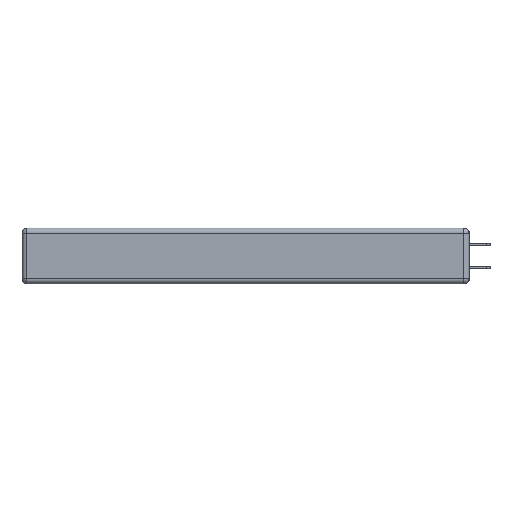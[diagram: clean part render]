
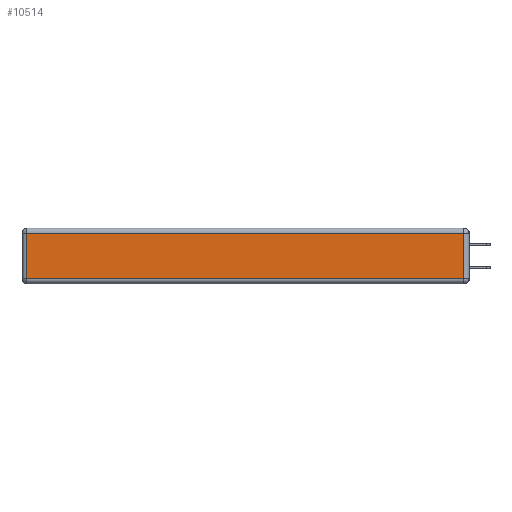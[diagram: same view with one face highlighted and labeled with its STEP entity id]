
A CAD part, left-side view. The second image highlights one B-rep face of the part: STEP entity #10514.
In plain terms, the highlighted planar face has unit normal (-1, 0, 0).
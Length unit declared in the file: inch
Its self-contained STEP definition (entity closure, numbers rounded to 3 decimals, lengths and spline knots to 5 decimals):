
#307 = AXIS2_PLACEMENT_3D ( 'NONE', #2974, #4351, #15569 ) ;
#1587 = CARTESIAN_POINT ( 'NONE',  ( 0., 2.72, -0.03 ) ) ;
#2318 = DIRECTION ( 'NONE',  ( 0., 0., 1. ) ) ;
#2449 = CARTESIAN_POINT ( 'NONE',  ( 0., 0.03, -0.343 ) ) ;
#2541 = VERTEX_POINT ( 'NONE', #9734 ) ;
#2650 = ORIENTED_EDGE ( 'NONE', *, *, #13005, .T. ) ;
#2974 = CARTESIAN_POINT ( 'NONE',  ( 0., 0., -0.343 ) ) ;
#4351 = DIRECTION ( 'NONE',  ( -1., 0., 0. ) ) ;
#4556 = CARTESIAN_POINT ( 'NONE',  ( 0., 0., -0.313 ) ) ;
#4559 = VECTOR ( 'NONE', #15666, 39.37008 ) ;
#5002 = CARTESIAN_POINT ( 'NONE',  ( 0., 2.72, -0.343 ) ) ;
#5794 = ORIENTED_EDGE ( 'NONE', *, *, #7992, .T. ) ;
#6045 = EDGE_LOOP ( 'NONE', ( #6768, #2650, #11269, #5794 ) ) ;
#6768 = ORIENTED_EDGE ( 'NONE', *, *, #16073, .T. ) ;
#6859 = VECTOR ( 'NONE', #2318, 39.37008 ) ;
#7383 = FACE_OUTER_BOUND ( 'NONE', #6045, .T. ) ;
#7992 = EDGE_CURVE ( 'NONE', #10874, #16561, #15889, .T. ) ;
#8006 = VECTOR ( 'NONE', #18177, 39.37008 ) ;
#9366 = LINE ( 'NONE', #14154, #8006 ) ;
#9734 = CARTESIAN_POINT ( 'NONE',  ( 0., 0.03, -0.03 ) ) ;
#10245 = EDGE_CURVE ( 'NONE', #2541, #10874, #9366, .T. ) ;
#10514 = ADVANCED_FACE ( 'NONE', ( #7383 ), #17001, .T. ) ;
#10874 = VERTEX_POINT ( 'NONE', #1587 ) ;
#11269 = ORIENTED_EDGE ( 'NONE', *, *, #10245, .T. ) ;
#11400 = CARTESIAN_POINT ( 'NONE',  ( 0., 2.72, -0.313 ) ) ;
#13005 = EDGE_CURVE ( 'NONE', #17426, #2541, #16153, .T. ) ;
#14154 = CARTESIAN_POINT ( 'NONE',  ( 0., 2.75, -0.03 ) ) ;
#14197 = CARTESIAN_POINT ( 'NONE',  ( 0., 0.03, -0.313 ) ) ;
#14996 = DIRECTION ( 'NONE',  ( 0., 0., -1. ) ) ;
#15569 = DIRECTION ( 'NONE',  ( 0., 0., 1. ) ) ;
#15666 = DIRECTION ( 'NONE',  ( 0., -1., 0. ) ) ;
#15816 = LINE ( 'NONE', #4556, #4559 ) ;
#15889 = LINE ( 'NONE', #5002, #16778 ) ;
#16073 = EDGE_CURVE ( 'NONE', #16561, #17426, #15816, .T. ) ;
#16153 = LINE ( 'NONE', #2449, #6859 ) ;
#16561 = VERTEX_POINT ( 'NONE', #11400 ) ;
#16778 = VECTOR ( 'NONE', #14996, 39.37008 ) ;
#17001 = PLANE ( 'NONE',  #307 ) ;
#17426 = VERTEX_POINT ( 'NONE', #14197 ) ;
#18177 = DIRECTION ( 'NONE',  ( 0., 1., 0. ) ) ;
